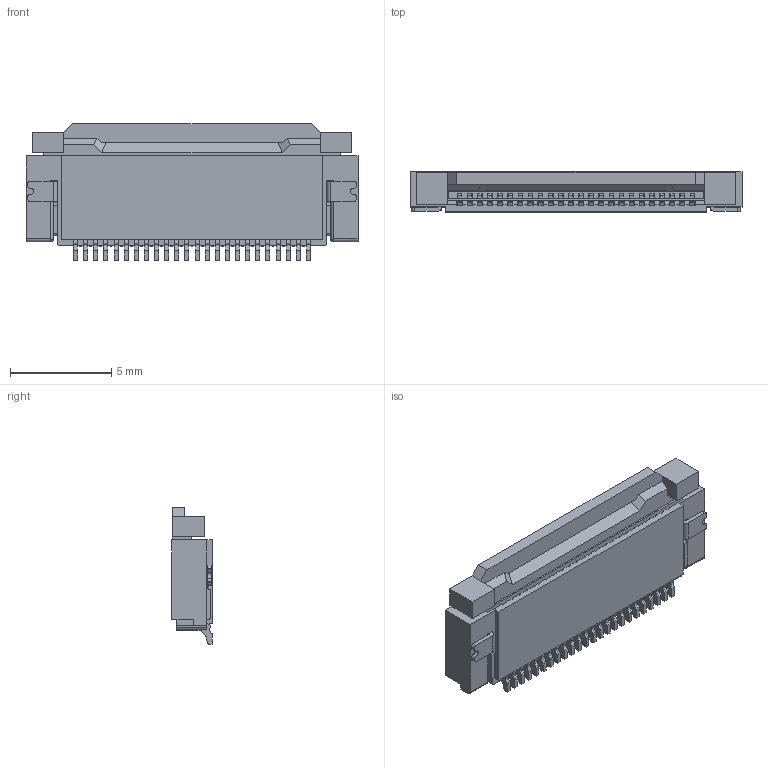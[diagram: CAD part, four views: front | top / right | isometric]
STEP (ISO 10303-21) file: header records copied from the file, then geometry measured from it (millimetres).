
FILE_DESCRIPTION(/* description */ ('STEP AP203'),/* implementation_level */ '2;1');
FILE_NAME(/* name */ 'FFC2B35-24-T',/* time_stamp */ '2022-10-08T00:08:12+02:00',/* author */ ('License CC BY-ND 4.0'),/* organization */ ('CADENAS'),/* preprocessor_version */ 'ST-DEVELOPER v18.102',/* originating_system */ 'PARTsolutions',/* authorisation */ ' ');
FILE_SCHEMA (('CONFIG_CONTROL_DESIGN','INTEGRATED_CNC_SCHEMA'));
Length unit declared in the file: millimetre
Products named in the file (6): FFC2B35-24-T; FFC2B35-24-T_c; FFC2B35-04-T_sp; FFC2B35-04-T_sp2; FFC2B35-24-T_p; FFC2B35-24-T_h
Assembly tree (28 placements, depth 2):
  FFC2B35-24-T
    FFC2B35-24-T_c
    FFC2B35-04-T_sp
    FFC2B35-04-T_sp2
    FFC2B35-24-T_p  x24
    FFC2B35-24-T_h
Bounding box: 16.4 x 2 x 6.76 mm (x, y, z)
Volume: 111.6 mm3; surface area: 820.4 mm2
Topology: 28 solids, 28 shells, 2307 faces, 7118 edges, 4690 vertices
Faces by surface type: plane 1470, cylinder 835, bspline 2
Full cylindrical faces by diameter (mm): 0.8 x2
Entity records: 33605 total; most frequent: ORIENTED_EDGE 5944, CARTESIAN_POINT 5850, DIRECTION 5126, EDGE_CURVE 2972, LINE 2626, VECTOR 2626, VERTEX_POINT 1928, AXIS2_PLACEMENT_3D 1250
